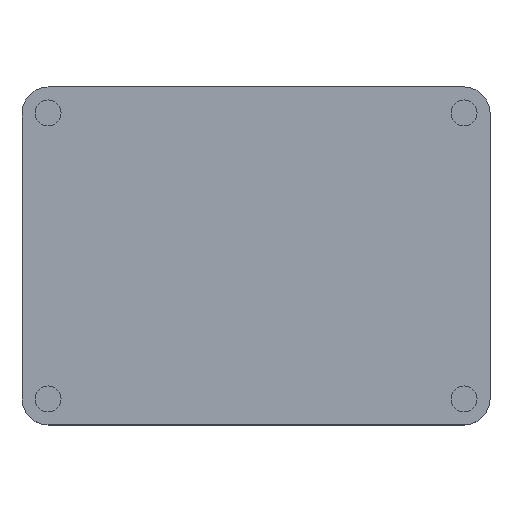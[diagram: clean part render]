
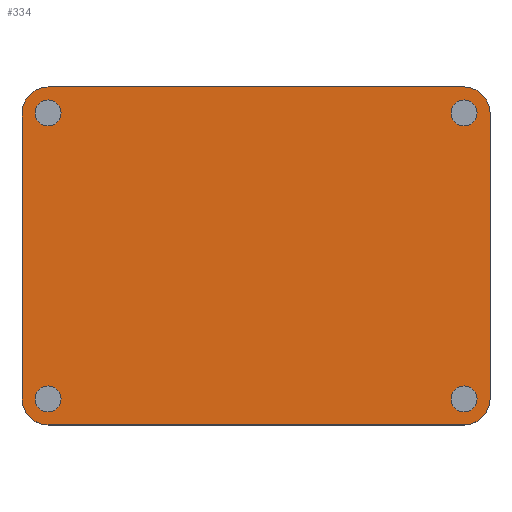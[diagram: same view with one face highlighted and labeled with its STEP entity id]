
A CAD part, top view. The second image highlights one B-rep face of the part: STEP entity #334.
In plain terms, the highlighted planar face has unit normal (0, 0, 1).
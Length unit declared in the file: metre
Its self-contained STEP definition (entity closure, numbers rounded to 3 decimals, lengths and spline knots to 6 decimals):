
#24=CIRCLE('',#374,0.005);
#25=CIRCLE('',#375,0.005);
#26=CIRCLE('',#376,0.005);
#27=CIRCLE('',#377,0.005);
#28=CIRCLE('',#378,0.01);
#29=CIRCLE('',#379,0.01);
#30=CIRCLE('',#380,0.01);
#31=CIRCLE('',#381,0.01);
#64=ORIENTED_EDGE('',*,*,#144,.F.);
#65=ORIENTED_EDGE('',*,*,#145,.F.);
#66=ORIENTED_EDGE('',*,*,#146,.F.);
#67=ORIENTED_EDGE('',*,*,#147,.F.);
#68=ORIENTED_EDGE('',*,*,#142,.F.);
#69=ORIENTED_EDGE('',*,*,#148,.T.);
#70=ORIENTED_EDGE('',*,*,#128,.F.);
#71=ORIENTED_EDGE('',*,*,#149,.T.);
#72=ORIENTED_EDGE('',*,*,#132,.T.);
#73=ORIENTED_EDGE('',*,*,#150,.T.);
#74=ORIENTED_EDGE('',*,*,#136,.T.);
#75=ORIENTED_EDGE('',*,*,#151,.T.);
#128=EDGE_CURVE('',#168,#169,#200,.T.);
#132=EDGE_CURVE('',#172,#173,#204,.T.);
#136=EDGE_CURVE('',#176,#177,#208,.T.);
#142=EDGE_CURVE('',#182,#183,#214,.T.);
#144=EDGE_CURVE('',#184,#184,#24,.T.);
#145=EDGE_CURVE('',#185,#185,#25,.T.);
#146=EDGE_CURVE('',#186,#186,#26,.T.);
#147=EDGE_CURVE('',#187,#187,#27,.T.);
#148=EDGE_CURVE('',#182,#169,#28,.T.);
#149=EDGE_CURVE('',#168,#172,#29,.T.);
#150=EDGE_CURVE('',#173,#176,#30,.T.);
#151=EDGE_CURVE('',#177,#183,#31,.T.);
#168=VERTEX_POINT('',#540);
#169=VERTEX_POINT('',#541);
#172=VERTEX_POINT('',#549);
#173=VERTEX_POINT('',#550);
#176=VERTEX_POINT('',#558);
#177=VERTEX_POINT('',#559);
#182=VERTEX_POINT('',#570);
#183=VERTEX_POINT('',#572);
#184=VERTEX_POINT('',#576);
#185=VERTEX_POINT('',#578);
#186=VERTEX_POINT('',#580);
#187=VERTEX_POINT('',#582);
#200=LINE('',#539,#216);
#204=LINE('',#548,#220);
#208=LINE('',#557,#224);
#214=LINE('',#571,#230);
#216=VECTOR('',#423,1.);
#220=VECTOR('',#429,1.);
#224=VECTOR('',#435,1.);
#230=VECTOR('',#443,1.);
#236=EDGE_LOOP('',(#64));
#237=EDGE_LOOP('',(#65));
#238=EDGE_LOOP('',(#66));
#239=EDGE_LOOP('',(#67));
#240=EDGE_LOOP('',(#68,#69,#70,#71,#72,#73,#74,#75));
#278=FACE_BOUND('',#236,.T.);
#279=FACE_BOUND('',#237,.T.);
#280=FACE_BOUND('',#238,.T.);
#281=FACE_BOUND('',#239,.T.);
#282=FACE_BOUND('',#240,.T.);
#320=PLANE('',#373);
#334=ADVANCED_FACE('',(#278,#279,#280,#281,#282),#320,.T.);
#373=AXIS2_PLACEMENT_3D('',#574,#445,#446);
#374=AXIS2_PLACEMENT_3D('',#575,#447,#448);
#375=AXIS2_PLACEMENT_3D('',#577,#449,#450);
#376=AXIS2_PLACEMENT_3D('',#579,#451,#452);
#377=AXIS2_PLACEMENT_3D('',#581,#453,#454);
#378=AXIS2_PLACEMENT_3D('',#583,#455,#456);
#379=AXIS2_PLACEMENT_3D('',#584,#457,#458);
#380=AXIS2_PLACEMENT_3D('',#585,#459,#460);
#381=AXIS2_PLACEMENT_3D('',#586,#461,#462);
#423=DIRECTION('',(1.,0.,0.));
#429=DIRECTION('',(0.,-1.,0.));
#435=DIRECTION('',(1.,0.,0.));
#443=DIRECTION('',(0.,-1.,0.));
#445=DIRECTION('',(0.,0.,1.));
#446=DIRECTION('',(1.,0.,0.));
#447=DIRECTION('',(0.,0.,1.));
#448=DIRECTION('',(1.,0.,0.));
#449=DIRECTION('',(0.,0.,1.));
#450=DIRECTION('',(1.,0.,0.));
#451=DIRECTION('',(0.,0.,1.));
#452=DIRECTION('',(1.,0.,0.));
#453=DIRECTION('',(0.,0.,1.));
#454=DIRECTION('',(1.,0.,0.));
#455=DIRECTION('',(0.,0.,1.));
#456=DIRECTION('',(1.,0.,0.));
#457=DIRECTION('',(0.,0.,1.));
#458=DIRECTION('',(1.,0.,0.));
#459=DIRECTION('',(0.,0.,1.));
#460=DIRECTION('',(1.,0.,0.));
#461=DIRECTION('',(0.,0.,1.));
#462=DIRECTION('',(1.,0.,0.));
#539=CARTESIAN_POINT('',(0.019801,0.065,0.041));
#540=CARTESIAN_POINT('',(-0.060199,0.065,0.041));
#541=CARTESIAN_POINT('',(0.099801,0.065,0.041));
#548=CARTESIAN_POINT('',(-0.070199,0.,0.041));
#549=CARTESIAN_POINT('',(-0.070199,0.055,0.041));
#550=CARTESIAN_POINT('',(-0.070199,-0.055,0.041));
#557=CARTESIAN_POINT('',(0.019801,-0.065,0.041));
#558=CARTESIAN_POINT('',(-0.060199,-0.065,0.041));
#559=CARTESIAN_POINT('',(0.099801,-0.065,0.041));
#570=CARTESIAN_POINT('',(0.109801,0.055,0.041));
#571=CARTESIAN_POINT('',(0.109801,0.,0.041));
#572=CARTESIAN_POINT('',(0.109801,-0.055,0.041));
#574=CARTESIAN_POINT('',(0.019801,0.,0.041));
#575=CARTESIAN_POINT('',(-0.060199,-0.055,0.041));
#576=CARTESIAN_POINT('',(-0.055199,-0.055,0.041));
#577=CARTESIAN_POINT('',(0.099801,-0.055,0.041));
#578=CARTESIAN_POINT('',(0.104801,-0.055,0.041));
#579=CARTESIAN_POINT('',(0.099801,0.055,0.041));
#580=CARTESIAN_POINT('',(0.104801,0.055,0.041));
#581=CARTESIAN_POINT('',(-0.060199,0.055,0.041));
#582=CARTESIAN_POINT('',(-0.055199,0.055,0.041));
#583=CARTESIAN_POINT('',(0.099801,0.055,0.041));
#584=CARTESIAN_POINT('',(-0.060199,0.055,0.041));
#585=CARTESIAN_POINT('',(-0.060199,-0.055,0.041));
#586=CARTESIAN_POINT('',(0.099801,-0.055,0.041));
